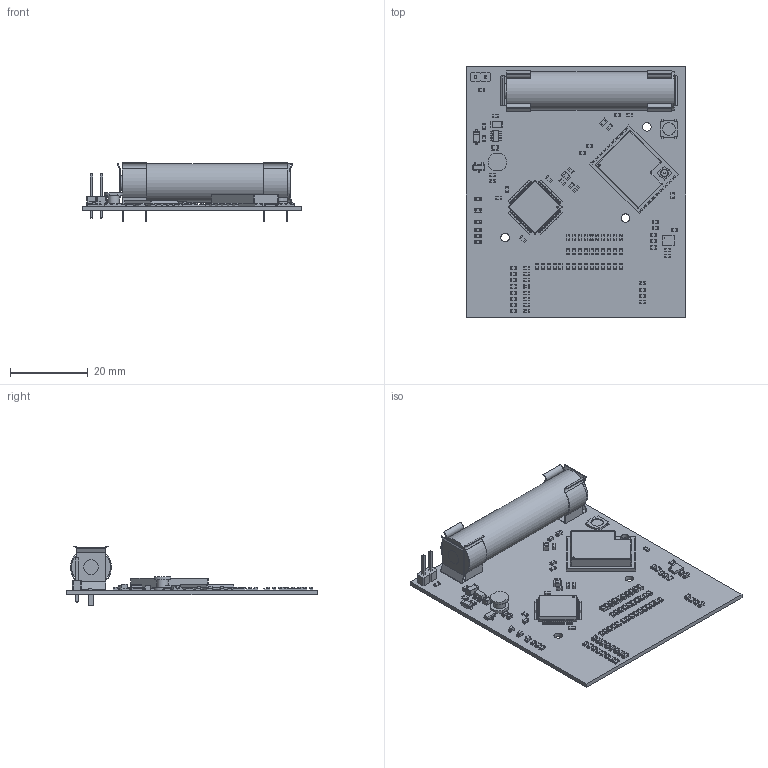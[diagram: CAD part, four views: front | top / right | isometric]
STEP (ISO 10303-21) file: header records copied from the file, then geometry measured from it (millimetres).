
FILE_DESCRIPTION(('KiCad electronic assembly'),'2;1');
FILE_NAME('airMouse-mcu.step','2025-02-19T21:56:03',('Pcbnew'),('Kicad') ,'Open CASCADE STEP processor 7.6','KiCad to STEP converter','Unknown' );
FILE_SCHEMA(('AUTOMOTIVE_DESIGN { 1 0 10303 214 1 1 1 1 }'));
Length unit declared in the file: millimetre
Products named in the file (34): airMouse-mcu 1; C_0603_1608Metric; R_0603_1608Metric; TL3315NF100Q; Body; DLG-0403-4R7; AAA; BC-0401; ESP32-C3-WROOM-02U; C_0805_2012Metric; LED_0603_1608Metric; SOT-23; SOT_23; C_1206_3216Metric; D_SOD-123; D_SOD_123; SOT-23-6; SOT_23_6; PinHeader_1x02_P2.54mm_Vertical; PinHeader_1x02_P254mm_Vertical; LQFP-64_10x10mm_P0.5mm; LQFP_64_10x10mm_P05mm; LGA-14_3x2.5mm_P0.5mm_LayoutBorder3x4y; LGA_14_3x25mm_P05mm_LayoutBorder3x4y; airMouse-mcu_PCB
Assembly tree (122 placements, depth 3):
  airMouse-mcu 1
    C_0603_1608Metric  x32
      C_0603_1608Metric
    R_0603_1608Metric  x54
      R_0603_1608Metric
    TL3315NF100Q
      Body
    DLG-0403-4R7
      Body
    AAA
      Body
    BC-0401  x2
      Body
    ESP32-C3-WROOM-02U
      ESP32-C3-WROOM-02U
    C_0805_2012Metric  x3
      C_0805_2012Metric
    LED_0603_1608Metric  x3
      LED_0603_1608Metric
    SOT-23
      SOT_23
    C_1206_3216Metric
      C_1206_3216Metric
    D_SOD-123
      D_SOD_123
    SOT-23-6
      SOT_23_6
    PinHeader_1x02_P2.54mm_Vertical
      PinHeader_1x02_P254mm_Vertical
    LQFP-64_10x10mm_P0.5mm
      LQFP_64_10x10mm_P05mm
    LGA-14_3x2.5mm_P0.5mm_LayoutBorder3x4y
      LGA_14_3x25mm_P05mm_LayoutBorder3x4y
    airMouse-mcu_PCB
Bounding box: 56.5 x 64.52 x 15.45 mm (x, y, z)
Volume: 8453.6 mm3; surface area: 12766.6 mm2
Topology: 142 solids, 142 shells, 4500 faces, 11617 edges, 7500 vertices
Faces by surface type: plane 3034, cylinder 1280, bspline 179, sphere 6, torus 1
Full cylindrical faces by diameter (mm): 0.2 x13, 0.4 x1, 0.5 x2, 1 x2, 1.8 x5, 2 x2, 2.2 x3, 3 x1, 3.2 x1, 3.8 x1, 10 x1
Entity records: 78282 total; most frequent: CARTESIAN_POINT 13885, ORIENTED_EDGE 10502, DIRECTION 9959, EDGE_CURVE 5251, LINE 4231, VECTOR 4231, VERTEX_POINT 3342, AXIS2_PLACEMENT_3D 2864
